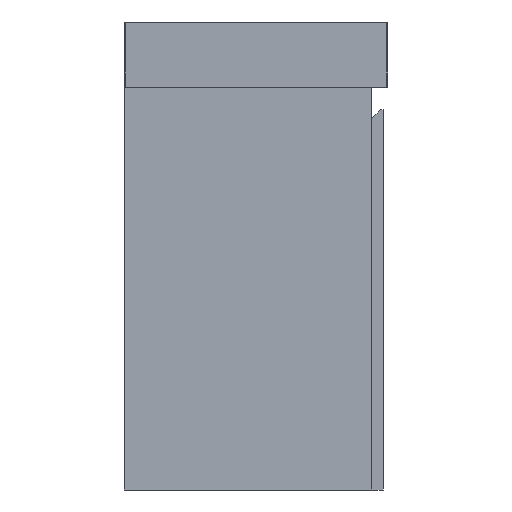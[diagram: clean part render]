
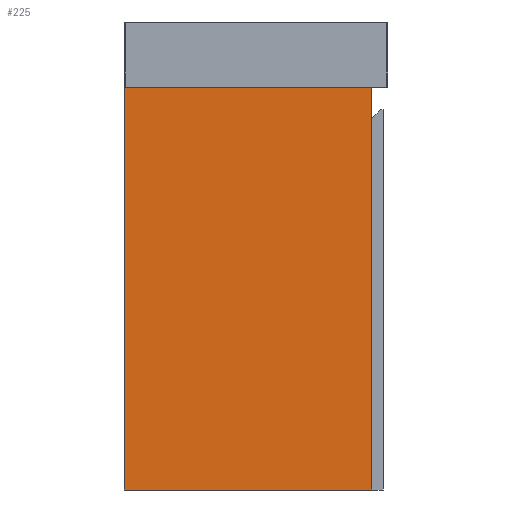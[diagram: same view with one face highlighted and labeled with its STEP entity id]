
A CAD part, left-side view. The second image highlights one B-rep face of the part: STEP entity #225.
In plain terms, the highlighted planar face has unit normal (-1, 0, 0).
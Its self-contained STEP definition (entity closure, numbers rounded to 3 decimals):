
#225=ADVANCED_FACE('',(#293),#1076,.T.);
#293=FACE_OUTER_BOUND('',#361,.T.);
#361=EDGE_LOOP('',(#470,#471,#472,#473));
#470=ORIENTED_EDGE('',*,*,#738,.F.);
#471=ORIENTED_EDGE('',*,*,#725,.T.);
#472=ORIENTED_EDGE('',*,*,#736,.T.);
#473=ORIENTED_EDGE('',*,*,#737,.F.);
#725=EDGE_CURVE('',#991,#990,#868,.T.);
#736=EDGE_CURVE('',#990,#998,#879,.T.);
#737=EDGE_CURVE('',#999,#998,#880,.T.);
#738=EDGE_CURVE('',#991,#999,#881,.T.);
#868=B_SPLINE_CURVE_WITH_KNOTS('',1,(#1491,#1492),.UNSPECIFIED.,.F.,.F.,
(2,2),(-550.,0.),.UNSPECIFIED.);
#879=B_SPLINE_CURVE_WITH_KNOTS('',1,(#1513,#1514),.UNSPECIFIED.,.F.,.F.,
(2,2),(-338.,0.),.UNSPECIFIED.);
#880=B_SPLINE_CURVE_WITH_KNOTS('',1,(#1515,#1516),.UNSPECIFIED.,.F.,.F.,
(2,2),(-550.,0.),.UNSPECIFIED.);
#881=B_SPLINE_CURVE_WITH_KNOTS('',1,(#1517,#1518),.UNSPECIFIED.,.F.,.F.,
(2,2),(-338.,0.),.UNSPECIFIED.);
#990=VERTEX_POINT('',#1471);
#991=VERTEX_POINT('',#1472);
#998=VERTEX_POINT('',#1479);
#999=VERTEX_POINT('',#1480);
#1076=PLANE('',#1253);
#1253=AXIS2_PLACEMENT_3D('',#1460,#1334,$);
#1334=DIRECTION('',(-1.,0.,0.));
#1460=CARTESIAN_POINT('',(-444.,-330.,371.8));
#1471=CARTESIAN_POINT('',(-444.,275.,338.));
#1472=CARTESIAN_POINT('',(-444.,-275.,338.));
#1479=CARTESIAN_POINT('',(-444.,275.,0.));
#1480=CARTESIAN_POINT('',(-444.,-275.,0.));
#1491=CARTESIAN_POINT('',(-444.,-275.,338.));
#1492=CARTESIAN_POINT('',(-444.,275.,338.));
#1513=CARTESIAN_POINT('',(-444.,275.,338.));
#1514=CARTESIAN_POINT('',(-444.,275.,0.));
#1515=CARTESIAN_POINT('',(-444.,-275.,0.));
#1516=CARTESIAN_POINT('',(-444.,275.,0.));
#1517=CARTESIAN_POINT('',(-444.,-275.,338.));
#1518=CARTESIAN_POINT('',(-444.,-275.,0.));
